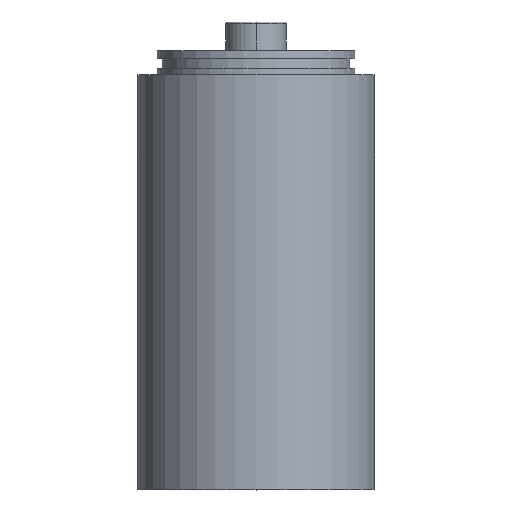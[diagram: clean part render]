
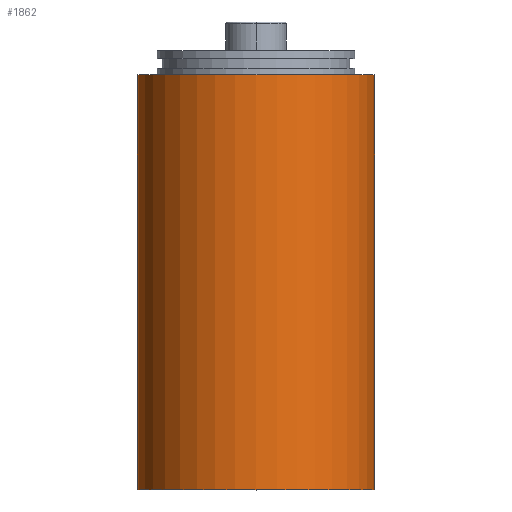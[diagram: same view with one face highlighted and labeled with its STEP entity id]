
A CAD part, top view. The second image highlights one B-rep face of the part: STEP entity #1862.
In plain terms, the highlighted cylindrical face has radius 38.1 mm (diameter 76.2 mm), a partial arc.
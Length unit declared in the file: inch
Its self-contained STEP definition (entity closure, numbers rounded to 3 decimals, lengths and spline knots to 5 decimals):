
#56 = ORIENTED_EDGE ( 'NONE', *, *, #2594, .F. ) ;
#85 = DIRECTION ( 'NONE',  ( 0., 1., 0. ) ) ;
#199 = VECTOR ( 'NONE', #7069, 39.37008 ) ;
#212 = EDGE_CURVE ( 'NONE', #2202, #4741, #5224, .T. ) ;
#603 = VERTEX_POINT ( 'NONE', #2278 ) ;
#618 = VERTEX_POINT ( 'NONE', #4480 ) ;
#769 = CIRCLE ( 'NONE', #4896, 1.5 ) ;
#783 = DIRECTION ( 'NONE',  ( -1., 0., 0. ) ) ;
#791 = VECTOR ( 'NONE', #7271, 39.37008 ) ;
#890 = DIRECTION ( 'NONE',  ( -1., 0., 0. ) ) ;
#1031 = CARTESIAN_POINT ( 'NONE',  ( -1.5, 5.25, 0. ) ) ;
#1103 = ORIENTED_EDGE ( 'NONE', *, *, #2008, .T. ) ;
#1414 = CARTESIAN_POINT ( 'NONE',  ( 0., 5.25, 0. ) ) ;
#1752 = CYLINDRICAL_SURFACE ( 'NONE', #5741, 1.5 ) ;
#1820 = DIRECTION ( 'NONE',  ( -1., 0., 0. ) ) ;
#1862 = ADVANCED_FACE ( 'NONE', ( #6818 ), #1752, .T. ) ;
#1951 = ORIENTED_EDGE ( 'NONE', *, *, #212, .F. ) ;
#2008 = EDGE_CURVE ( 'NONE', #2202, #603, #4792, .T. ) ;
#2049 = EDGE_CURVE ( 'NONE', #603, #618, #5353, .T. ) ;
#2202 = VERTEX_POINT ( 'NONE', #3766 ) ;
#2239 = CARTESIAN_POINT ( 'NONE',  ( 0., 2.19475, 0. ) ) ;
#2278 = CARTESIAN_POINT ( 'NONE',  ( 1.5, 0., 0. ) ) ;
#2594 = EDGE_CURVE ( 'NONE', #4741, #618, #769, .T. ) ;
#2837 = CARTESIAN_POINT ( 'NONE',  ( -1.5, 2.19475, 0. ) ) ;
#3109 = CARTESIAN_POINT ( 'NONE',  ( 0., 0., 0. ) ) ;
#3446 = ORIENTED_EDGE ( 'NONE', *, *, #2049, .T. ) ;
#3477 = EDGE_LOOP ( 'NONE', ( #1103, #3446, #56, #1951 ) ) ;
#3668 = DIRECTION ( 'NONE',  ( 0., 1., 0. ) ) ;
#3766 = CARTESIAN_POINT ( 'NONE',  ( -1.5, 0., 0. ) ) ;
#4480 = CARTESIAN_POINT ( 'NONE',  ( 1.5, 5.25, 0. ) ) ;
#4741 = VERTEX_POINT ( 'NONE', #1031 ) ;
#4792 = CIRCLE ( 'NONE', #7285, 1.5 ) ;
#4896 = AXIS2_PLACEMENT_3D ( 'NONE', #1414, #3668, #890 ) ;
#5224 = LINE ( 'NONE', #2837, #791 ) ;
#5353 = LINE ( 'NONE', #5811, #199 ) ;
#5741 = AXIS2_PLACEMENT_3D ( 'NONE', #2239, #85, #1820 ) ;
#5811 = CARTESIAN_POINT ( 'NONE',  ( 1.5, 2.19475, 0. ) ) ;
#6818 = FACE_OUTER_BOUND ( 'NONE', #3477, .T. ) ;
#6919 = DIRECTION ( 'NONE',  ( 0., 1., 0. ) ) ;
#7069 = DIRECTION ( 'NONE',  ( 0., 1., 0. ) ) ;
#7271 = DIRECTION ( 'NONE',  ( 0., 1., 0. ) ) ;
#7285 = AXIS2_PLACEMENT_3D ( 'NONE', #3109, #6919, #783 ) ;
